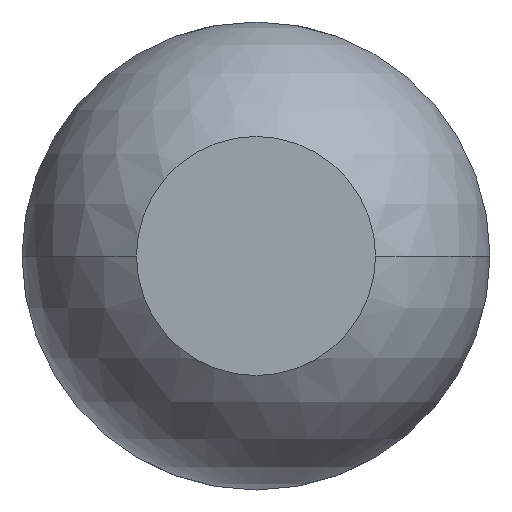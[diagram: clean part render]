
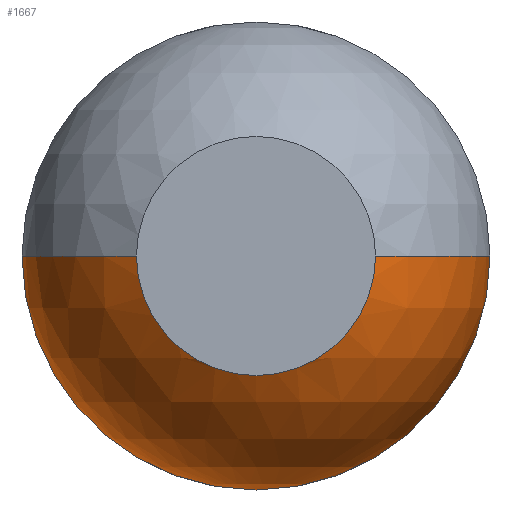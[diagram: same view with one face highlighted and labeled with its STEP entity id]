
A CAD part, front view. The second image highlights one B-rep face of the part: STEP entity #1667.
In plain terms, the highlighted spherical face has radius 0.685 mm.
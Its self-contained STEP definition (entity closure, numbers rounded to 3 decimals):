
#125 = CARTESIAN_POINT ( 'NONE',  ( 0.685, -26.411, 0. ) ) ;
#169 = ORIENTED_EDGE ( 'NONE', *, *, #3115, .T. ) ;
#422 = AXIS2_PLACEMENT_3D ( 'NONE', #926, #1587, #3849 ) ;
#579 = DIRECTION ( 'NONE',  ( 0., 1., 0. ) ) ;
#624 = AXIS2_PLACEMENT_3D ( 'NONE', #2911, #941, #3860 ) ;
#643 = CARTESIAN_POINT ( 'NONE',  ( 0., -26.411, 0. ) ) ;
#709 = CIRCLE ( 'NONE', #2018, 0.685 ) ;
#775 = ORIENTED_EDGE ( 'NONE', *, *, #3090, .F. ) ;
#794 = DIRECTION ( 'NONE',  ( 1., 0., 0. ) ) ;
#867 = AXIS2_PLACEMENT_3D ( 'NONE', #4129, #579, #3790 ) ;
#925 = EDGE_CURVE ( 'Defeature ausgef�hrt3_17+Defeature ausgef�hrt3_4+Defeature ausgef�hrt3_4+Defeature ausgef�hrt3_4', #1787, #1794, #1133, .T. ) ;
#926 = CARTESIAN_POINT ( 'NONE',  ( 0., -26.411, 0. ) ) ;
#941 = DIRECTION ( 'NONE',  ( 0., -1., 0. ) ) ;
#977 = ORIENTED_EDGE ( 'NONE', *, *, #2708, .F. ) ;
#1133 = CIRCLE ( 'NONE', #2705, 0.35 ) ;
#1273 = VERTEX_POINT ( 'NONE', #2934 ) ;
#1402 = ORIENTED_EDGE ( 'NONE', *, *, #925, .F. ) ;
#1587 = DIRECTION ( 'NONE',  ( 0., 0., -1. ) ) ;
#1631 = VERTEX_POINT ( 'NONE', #2838 ) ;
#1667 = ADVANCED_FACE ( 'Defeature ausgef�hrt3_4', ( #1811 ), #2446, .T. ) ;
#1675 = EDGE_CURVE ( 'Defeature ausgef�hrt3_17+Defeature ausgef�hrt3_4+Defeature ausgef�hrt3_4+Defeature ausgef�hrt3_4', #1631, #1787, #4026, .T. ) ;
#1765 = CIRCLE ( 'NONE', #867, 0.685 ) ;
#1787 = VERTEX_POINT ( 'NONE', #2314 ) ;
#1794 = VERTEX_POINT ( 'NONE', #2926 ) ;
#1811 = FACE_OUTER_BOUND ( 'NONE', #1851, .T. ) ;
#1851 = EDGE_LOOP ( 'NONE', ( #2523, #169, #3939, #775, #977, #1402 ) ) ;
#1861 = DIRECTION ( 'NONE',  ( 0., 0., 1. ) ) ;
#1973 = CIRCLE ( 'NONE', #4102, 0.685 ) ;
#2018 = AXIS2_PLACEMENT_3D ( 'NONE', #2387, #2071, #794 ) ;
#2071 = DIRECTION ( 'NONE',  ( 0., 0., 1. ) ) ;
#2276 = AXIS2_PLACEMENT_3D ( 'NONE', #2471, #3756, #1861 ) ;
#2285 = VERTEX_POINT ( 'NONE', #3571 ) ;
#2314 = CARTESIAN_POINT ( 'NONE',  ( 0., -27., -0.35 ) ) ;
#2369 = VERTEX_POINT ( 'NONE', #125 ) ;
#2387 = CARTESIAN_POINT ( 'NONE',  ( 0., -26.411, 0. ) ) ;
#2446 = SPHERICAL_SURFACE ( 'NONE', #422, 0.685 ) ;
#2471 = CARTESIAN_POINT ( 'NONE',  ( 0., -26.411, 0. ) ) ;
#2484 = DIRECTION ( 'NONE',  ( 0., 0., -1. ) ) ;
#2523 = ORIENTED_EDGE ( 'NONE', *, *, #1675, .F. ) ;
#2705 = AXIS2_PLACEMENT_3D ( 'NONE', #3785, #4081, #2484 ) ;
#2708 = EDGE_CURVE ( 'NONE', #1794, #2369, #709, .T. ) ;
#2772 = EDGE_CURVE ( 'Defeature ausgef�hrt3_5+Defeature ausgef�hrt3_4+Defeature ausgef�hrt3_4+Defeature ausgef�hrt3_4', #2285, #1273, #3529, .T. ) ;
#2838 = CARTESIAN_POINT ( 'NONE',  ( -0.35, -27., 0. ) ) ;
#2911 = CARTESIAN_POINT ( 'NONE',  ( 0., -27., 0. ) ) ;
#2926 = CARTESIAN_POINT ( 'NONE',  ( 0.35, -27., 0. ) ) ;
#2934 = CARTESIAN_POINT ( 'NONE',  ( -0.685, -26.411, 0. ) ) ;
#3090 = EDGE_CURVE ( 'Defeature ausgef�hrt3_5+Defeature ausgef�hrt3_4+Defeature ausgef�hrt3_4+Defeature ausgef�hrt3_4', #2369, #2285, #1765, .T. ) ;
#3115 = EDGE_CURVE ( 'NONE', #1631, #1273, #1973, .T. ) ;
#3512 = DIRECTION ( 'NONE',  ( 0., 0., -1. ) ) ;
#3529 = CIRCLE ( 'NONE', #2276, 0.685 ) ;
#3534 = DIRECTION ( 'NONE',  ( -1., 0., 0. ) ) ;
#3571 = CARTESIAN_POINT ( 'NONE',  ( 0., -26.411, -0.685 ) ) ;
#3756 = DIRECTION ( 'NONE',  ( 0., 1., 0. ) ) ;
#3785 = CARTESIAN_POINT ( 'NONE',  ( 0., -27., 0. ) ) ;
#3790 = DIRECTION ( 'NONE',  ( 0., 0., 1. ) ) ;
#3849 = DIRECTION ( 'NONE',  ( 1., 0., 0. ) ) ;
#3860 = DIRECTION ( 'NONE',  ( 0., 0., -1. ) ) ;
#3939 = ORIENTED_EDGE ( 'NONE', *, *, #2772, .F. ) ;
#4026 = CIRCLE ( 'NONE', #624, 0.35 ) ;
#4081 = DIRECTION ( 'NONE',  ( 0., -1., 0. ) ) ;
#4102 = AXIS2_PLACEMENT_3D ( 'NONE', #643, #3512, #3534 ) ;
#4129 = CARTESIAN_POINT ( 'NONE',  ( 0., -26.411, 0. ) ) ;
